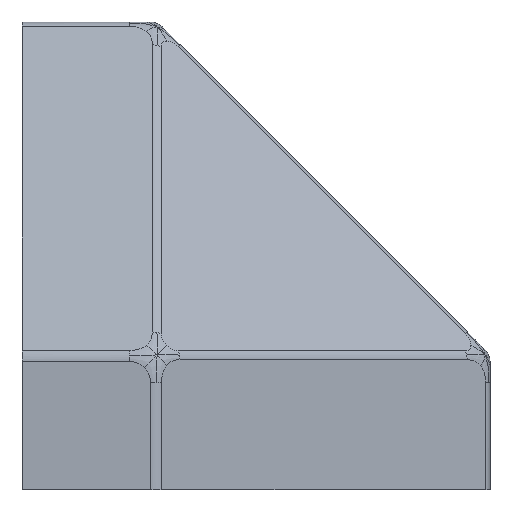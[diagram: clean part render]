
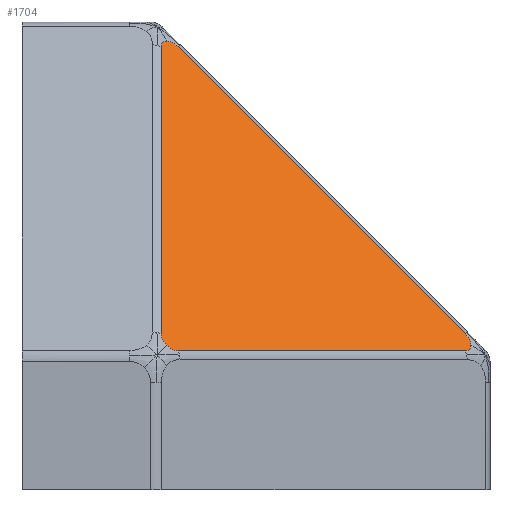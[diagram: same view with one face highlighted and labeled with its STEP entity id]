
A CAD part, front view. The second image highlights one B-rep face of the part: STEP entity #1704.
In plain terms, the highlighted planar face has unit normal (0.577, -0.577, 0.577).
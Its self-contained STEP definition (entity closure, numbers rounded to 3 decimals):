
#48=PLANE('',#1860);
#116=LINE('',#6852,#201);
#117=LINE('',#6911,#202);
#119=LINE('',#6914,#204);
#201=VECTOR('',#2154,10.);
#202=VECTOR('',#2161,10.);
#204=VECTOR('',#2165,10.);
#333=FACE_OUTER_BOUND('',#440,.T.);
#440=EDGE_LOOP('',(#1468,#1469,#1470,#1471,#1472,#1473,#1474,#1475,#1476));
#472=CIRCLE('',#1750,1.316);
#482=CIRCLE('',#1760,1.316);
#492=CIRCLE('',#1770,1.316);
#546=CIRCLE('',#1843,1.316);
#548=CIRCLE('',#1845,1.316);
#550=CIRCLE('',#1849,1.316);
#644=VERTEX_POINT('',#2966);
#645=VERTEX_POINT('',#2973);
#660=VERTEX_POINT('',#3671);
#661=VERTEX_POINT('',#3678);
#676=VERTEX_POINT('',#4376);
#677=VERTEX_POINT('',#4383);
#777=VERTEX_POINT('',#6787);
#778=VERTEX_POINT('',#6844);
#779=VERTEX_POINT('',#6907);
#814=EDGE_CURVE('',#644,#645,#472,.T.);
#836=EDGE_CURVE('',#660,#661,#482,.T.);
#858=EDGE_CURVE('',#676,#677,#492,.T.);
#1002=EDGE_CURVE('',#777,#676,#546,.T.);
#1004=EDGE_CURVE('',#778,#660,#548,.T.);
#1008=EDGE_CURVE('',#677,#778,#116,.T.);
#1010=EDGE_CURVE('',#779,#644,#550,.T.);
#1011=EDGE_CURVE('',#661,#779,#117,.T.);
#1013=EDGE_CURVE('',#645,#777,#119,.T.);
#1468=ORIENTED_EDGE('',*,*,#1010,.F.);
#1469=ORIENTED_EDGE('',*,*,#1011,.F.);
#1470=ORIENTED_EDGE('',*,*,#836,.F.);
#1471=ORIENTED_EDGE('',*,*,#1004,.F.);
#1472=ORIENTED_EDGE('',*,*,#1008,.F.);
#1473=ORIENTED_EDGE('',*,*,#858,.F.);
#1474=ORIENTED_EDGE('',*,*,#1002,.F.);
#1475=ORIENTED_EDGE('',*,*,#1013,.F.);
#1476=ORIENTED_EDGE('',*,*,#814,.F.);
#1704=ADVANCED_FACE('',(#333),#48,.F.);
#1750=AXIS2_PLACEMENT_3D('',#2974,#1907,#1908);
#1760=AXIS2_PLACEMENT_3D('',#3679,#1927,#1928);
#1770=AXIS2_PLACEMENT_3D('',#4384,#1947,#1948);
#1843=AXIS2_PLACEMENT_3D('',#6789,#2141,#2142);
#1845=AXIS2_PLACEMENT_3D('',#6846,#2145,#2146);
#1849=AXIS2_PLACEMENT_3D('',#6909,#2157,#2158);
#1860=AXIS2_PLACEMENT_3D('',#6934,#2193,#2194);
#1907=DIRECTION('center_axis',(-0.577,0.577,-0.577));
#1908=DIRECTION('ref_axis',(-0.408,-0.816,-0.408));
#1927=DIRECTION('center_axis',(-0.577,0.577,-0.577));
#1928=DIRECTION('ref_axis',(0.816,0.408,-0.408));
#1947=DIRECTION('center_axis',(-0.577,0.577,-0.577));
#1948=DIRECTION('ref_axis',(-0.408,0.408,0.816));
#2141=DIRECTION('center_axis',(-0.577,0.577,-0.577));
#2142=DIRECTION('ref_axis',(-0.408,0.408,0.816));
#2145=DIRECTION('center_axis',(-0.577,0.577,-0.577));
#2146=DIRECTION('ref_axis',(0.816,0.408,-0.408));
#2154=DIRECTION('',(0.707,0.,-0.707));
#2157=DIRECTION('center_axis',(-0.577,0.577,-0.577));
#2158=DIRECTION('ref_axis',(-0.408,-0.816,-0.408));
#2161=DIRECTION('',(-0.707,-0.707,0.));
#2165=DIRECTION('',(0.,0.707,0.707));
#2193=DIRECTION('center_axis',(-0.577,0.577,-0.577));
#2194=DIRECTION('ref_axis',(-0.707,-0.707,0.));
#2966=CARTESIAN_POINT('',(13.927,-0.147,-29.073));
#2973=CARTESIAN_POINT('',(13.389,0.391,-27.999));
#2974=CARTESIAN_POINT('Origin',(14.464,0.928,-28.536));
#3671=CARTESIAN_POINT('',(43.147,29.073,-29.073));
#3678=CARTESIAN_POINT('',(42.609,27.999,-29.611));
#3679=CARTESIAN_POINT('Origin',(42.072,28.536,-28.536));
#4376=CARTESIAN_POINT('',(13.927,29.073,0.147));
#4383=CARTESIAN_POINT('',(15.001,29.611,-0.391));
#4384=CARTESIAN_POINT('Origin',(14.464,28.536,-0.928));
#6787=CARTESIAN_POINT('',(13.389,27.999,-0.391));
#6789=CARTESIAN_POINT('Origin',(14.464,28.536,-0.928));
#6844=CARTESIAN_POINT('',(42.609,29.611,-27.999));
#6846=CARTESIAN_POINT('Origin',(42.072,28.536,-28.536));
#6852=CARTESIAN_POINT('',(30.385,29.611,-15.775));
#6907=CARTESIAN_POINT('',(15.001,0.391,-29.611));
#6909=CARTESIAN_POINT('Origin',(14.464,0.928,-28.536));
#6911=CARTESIAN_POINT('',(32.836,18.226,-29.611));
#6914=CARTESIAN_POINT('',(13.389,14.692,-13.698));
#6934=CARTESIAN_POINT('Origin',(29.365,26.043,-18.321));
